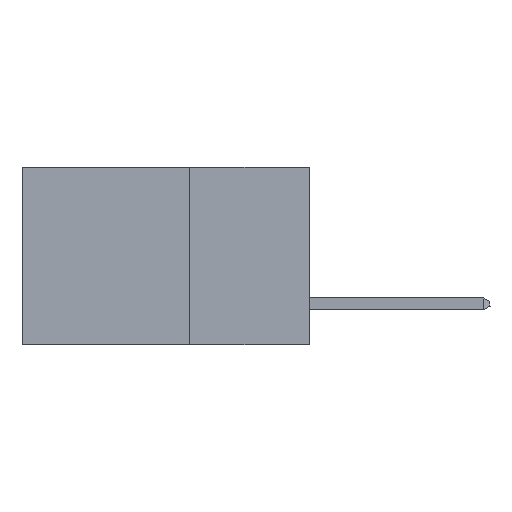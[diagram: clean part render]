
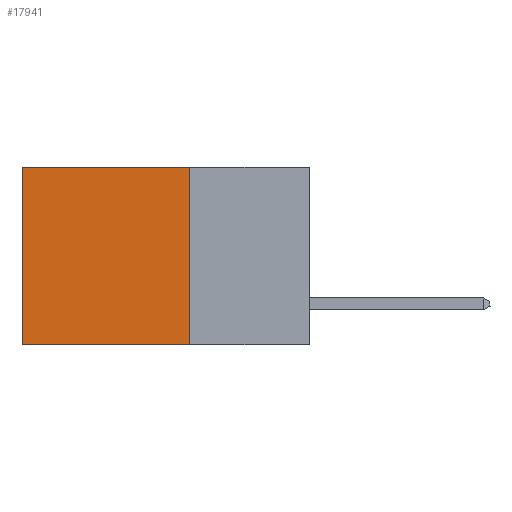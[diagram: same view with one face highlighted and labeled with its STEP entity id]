
A CAD part, left-side view. The second image highlights one B-rep face of the part: STEP entity #17941.
In plain terms, the highlighted planar face has unit normal (-1, 0, 0).
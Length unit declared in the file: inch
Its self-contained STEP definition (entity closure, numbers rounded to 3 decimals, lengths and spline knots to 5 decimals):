
#695 = EDGE_CURVE ( 'NONE', #14754, #19085, #16261, .T. ) ;
#718 = EDGE_LOOP ( 'NONE', ( #19292, #11702, #21164, #15431 ) ) ;
#1294 = CARTESIAN_POINT ( 'NONE',  ( 0.2875, 0.25, 0. ) ) ;
#1638 = DIRECTION ( 'NONE',  ( 0., 0., -1. ) ) ;
#2316 = EDGE_CURVE ( 'NONE', #22432, #3078, #24748, .T. ) ;
#3078 = VERTEX_POINT ( 'NONE', #15291 ) ;
#3189 = CARTESIAN_POINT ( 'NONE',  ( 0.2875, 0.6, -0.37 ) ) ;
#4143 = CARTESIAN_POINT ( 'NONE',  ( 0.2875, 0.25, 0. ) ) ;
#4613 = AXIS2_PLACEMENT_3D ( 'NONE', #5578, #9385, #1638 ) ;
#4865 = DIRECTION ( 'NONE',  ( 0., 1., 0. ) ) ;
#5578 = CARTESIAN_POINT ( 'NONE',  ( 0.2875, 0.25, 0. ) ) ;
#6350 = VECTOR ( 'NONE', #19895, 39.37008 ) ;
#7744 = DIRECTION ( 'NONE',  ( 0., 1., 0. ) ) ;
#8879 = VECTOR ( 'NONE', #23419, 39.37008 ) ;
#9385 = DIRECTION ( 'NONE',  ( 1., 0., 0. ) ) ;
#9420 = VECTOR ( 'NONE', #4865, 39.37008 ) ;
#9698 = CARTESIAN_POINT ( 'NONE',  ( 0.2875, 0.6, 0. ) ) ;
#10529 = CARTESIAN_POINT ( 'NONE',  ( 0.2875, 0.25, 0. ) ) ;
#10727 = FACE_OUTER_BOUND ( 'NONE', #718, .T. ) ;
#11702 = ORIENTED_EDGE ( 'NONE', *, *, #23761, .F. ) ;
#12962 = LINE ( 'NONE', #1294, #18235 ) ;
#14754 = VERTEX_POINT ( 'NONE', #24103 ) ;
#15291 = CARTESIAN_POINT ( 'NONE',  ( 0.2875, 0.25, -0.37 ) ) ;
#15431 = ORIENTED_EDGE ( 'NONE', *, *, #16012, .T. ) ;
#15900 = LINE ( 'NONE', #16517, #9420 ) ;
#16012 = EDGE_CURVE ( 'NONE', #22432, #14754, #12962, .T. ) ;
#16261 = LINE ( 'NONE', #9698, #8879 ) ;
#16517 = CARTESIAN_POINT ( 'NONE',  ( 0.2875, 0.25, -0.37 ) ) ;
#17941 = ADVANCED_FACE ( 'NONE', ( #10727 ), #23281, .F. ) ;
#18235 = VECTOR ( 'NONE', #7744, 39.37008 ) ;
#19085 = VERTEX_POINT ( 'NONE', #3189 ) ;
#19292 = ORIENTED_EDGE ( 'NONE', *, *, #695, .T. ) ;
#19895 = DIRECTION ( 'NONE',  ( 0., 0., -1. ) ) ;
#21164 = ORIENTED_EDGE ( 'NONE', *, *, #2316, .F. ) ;
#22432 = VERTEX_POINT ( 'NONE', #10529 ) ;
#23281 = PLANE ( 'NONE',  #4613 ) ;
#23419 = DIRECTION ( 'NONE',  ( 0., 0., -1. ) ) ;
#23761 = EDGE_CURVE ( 'NONE', #3078, #19085, #15900, .T. ) ;
#24103 = CARTESIAN_POINT ( 'NONE',  ( 0.2875, 0.6, 0. ) ) ;
#24748 = LINE ( 'NONE', #4143, #6350 ) ;
